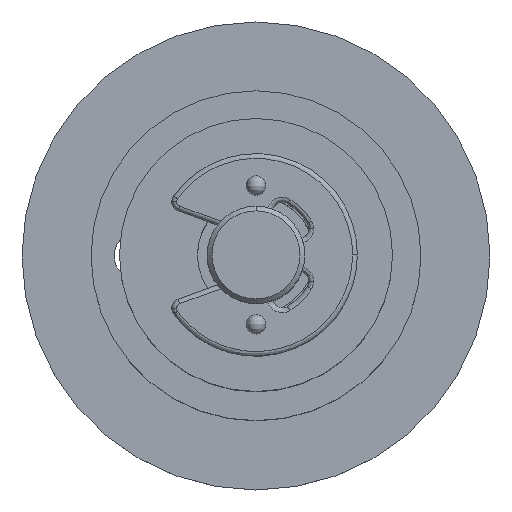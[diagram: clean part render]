
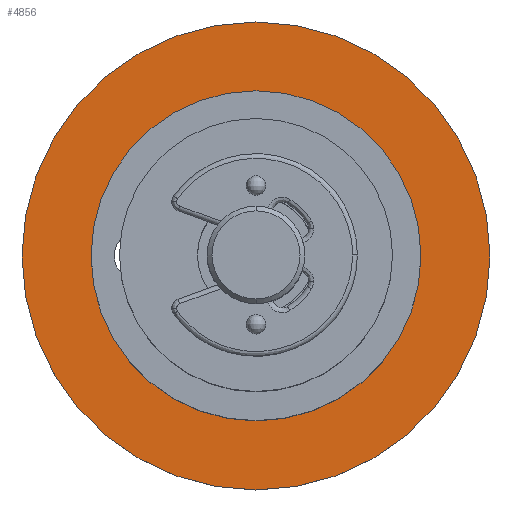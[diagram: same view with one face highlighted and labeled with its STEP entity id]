
A CAD part, top view. The second image highlights one B-rep face of the part: STEP entity #4856.
In plain terms, the highlighted planar face has unit normal (0, 0, 1).
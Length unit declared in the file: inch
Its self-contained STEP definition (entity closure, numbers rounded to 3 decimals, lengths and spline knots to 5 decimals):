
#145 = CARTESIAN_POINT ( 'NONE',  ( -0.75, 0., 0.1875 ) ) ;
#539 = DIRECTION ( 'NONE',  ( 0., 0., -1. ) ) ;
#644 = CARTESIAN_POINT ( 'NONE',  ( 0.75, 0., 0.1875 ) ) ;
#710 = CIRCLE ( 'NONE', #3168, 0.75 ) ;
#751 = EDGE_LOOP ( 'NONE', ( #3636, #3105 ) ) ;
#841 = VERTEX_POINT ( 'NONE', #644 ) ;
#960 = CARTESIAN_POINT ( 'NONE',  ( 0., 0., 0.1875 ) ) ;
#1057 = CARTESIAN_POINT ( 'NONE',  ( 0., 0., 0.1875 ) ) ;
#1063 = CIRCLE ( 'NONE', #1717, 0.75 ) ;
#1249 = EDGE_LOOP ( 'NONE', ( #3546, #1520 ) ) ;
#1294 = DIRECTION ( 'NONE',  ( 0., 0., 1. ) ) ;
#1300 = DIRECTION ( 'NONE',  ( 0., 0., -1. ) ) ;
#1301 = FACE_OUTER_BOUND ( 'NONE', #1249, .T. ) ;
#1306 = CARTESIAN_POINT ( 'NONE',  ( 0.52875, 0., 0.1875 ) ) ;
#1406 = CARTESIAN_POINT ( 'NONE',  ( -0.52875, 0., 0.1875 ) ) ;
#1520 = ORIENTED_EDGE ( 'NONE', *, *, #4877, .F. ) ;
#1642 = EDGE_CURVE ( 'NONE', #3400, #1930, #2666, .T. ) ;
#1689 = CARTESIAN_POINT ( 'NONE',  ( 0., 0., 0.1875 ) ) ;
#1712 = DIRECTION ( 'NONE',  ( 1., 0., 0. ) ) ;
#1714 = DIRECTION ( 'NONE',  ( -1., 0., 0. ) ) ;
#1717 = AXIS2_PLACEMENT_3D ( 'NONE', #4485, #1300, #1712 ) ;
#1930 = VERTEX_POINT ( 'NONE', #1306 ) ;
#1945 = CIRCLE ( 'NONE', #3971, 0.52875 ) ;
#2114 = PLANE ( 'NONE',  #4536 ) ;
#2201 = DIRECTION ( 'NONE',  ( 0., 0., 1. ) ) ;
#2416 = AXIS2_PLACEMENT_3D ( 'NONE', #1057, #2201, #2557 ) ;
#2557 = DIRECTION ( 'NONE',  ( 1., 0., 0. ) ) ;
#2666 = CIRCLE ( 'NONE', #2416, 0.52875 ) ;
#3105 = ORIENTED_EDGE ( 'NONE', *, *, #1642, .F. ) ;
#3168 = AXIS2_PLACEMENT_3D ( 'NONE', #960, #539, #3631 ) ;
#3273 = EDGE_CURVE ( 'NONE', #1930, #3400, #1945, .T. ) ;
#3400 = VERTEX_POINT ( 'NONE', #1406 ) ;
#3546 = ORIENTED_EDGE ( 'NONE', *, *, #4401, .F. ) ;
#3631 = DIRECTION ( 'NONE',  ( 1., 0., 0. ) ) ;
#3636 = ORIENTED_EDGE ( 'NONE', *, *, #3273, .F. ) ;
#3971 = AXIS2_PLACEMENT_3D ( 'NONE', #4425, #1294, #4403 ) ;
#4388 = DIRECTION ( 'NONE',  ( 0., 0., -1. ) ) ;
#4400 = VERTEX_POINT ( 'NONE', #145 ) ;
#4401 = EDGE_CURVE ( 'NONE', #841, #4400, #1063, .T. ) ;
#4403 = DIRECTION ( 'NONE',  ( 1., 0., 0. ) ) ;
#4425 = CARTESIAN_POINT ( 'NONE',  ( 0., 0., 0.1875 ) ) ;
#4485 = CARTESIAN_POINT ( 'NONE',  ( 0., 0., 0.1875 ) ) ;
#4536 = AXIS2_PLACEMENT_3D ( 'NONE', #1689, #4388, #1714 ) ;
#4824 = FACE_BOUND ( 'NONE', #751, .T. ) ;
#4856 = ADVANCED_FACE ( 'NONE', ( #4824, #1301 ), #2114, .F. ) ;
#4877 = EDGE_CURVE ( 'NONE', #4400, #841, #710, .T. ) ;
